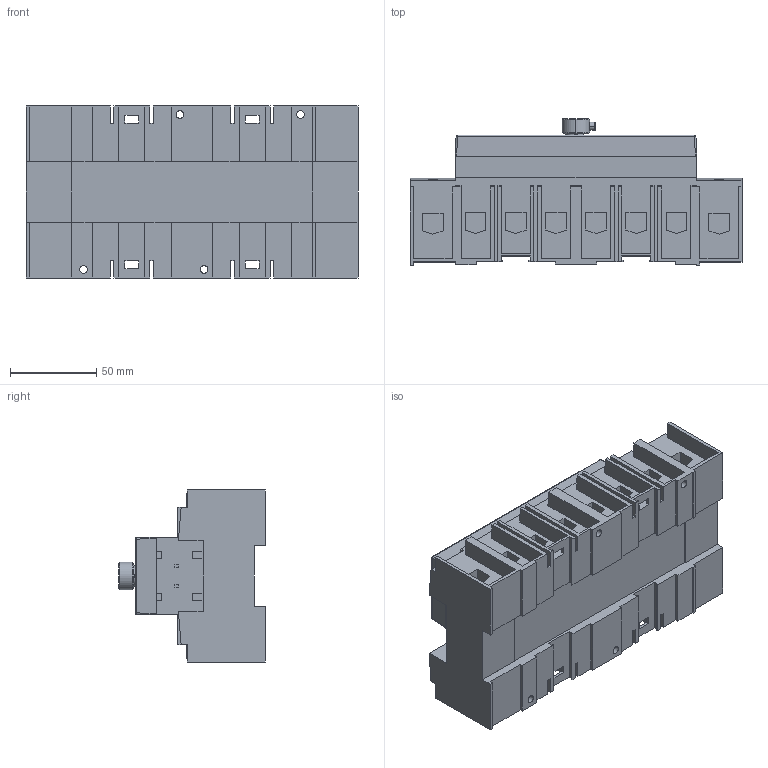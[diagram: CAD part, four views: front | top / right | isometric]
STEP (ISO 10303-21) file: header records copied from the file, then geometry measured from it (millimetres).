
FILE_DESCRIPTION((''),'2;1');
FILE_NAME('OT100-125F8_ASM','2024-06-03T07:17:29',('FIRARAN'),(''),'CREO PARAMETRIC BY PTC INC, 2022364','CREO PARAMETRIC BY PTC INC, 2022364','');
FILE_SCHEMA(('AUTOMOTIVE_DESIGN { 1 0 10303 214 1 1 1 1 }'));
Length unit declared in the file: millimetre
Products named in the file (2): OT100-125F8_1_ASM; OT100-125F8_ASM
Assembly tree (1 placements, depth 2):
  OT100-125F8_ASM
    OT100-125F8_1_ASM
Bounding box: 193 x 85.2 x 100 mm (x, y, z)
Surface area: 144660.1 mm2 (no closed solid volume)
Topology: 0 solids, 3 shells, 944 faces, 2914 edges, 2129 vertices
Faces by surface type: plane 586, cylinder 220, bspline 47, cone 39, extrusion 33, torus 15, sphere 4
Entity records: 48266 total; most frequent: CARTESIAN_POINT 13858, ORIENTED_EDGE 5301, DIRECTION 4657, PRESENTATION_STYLE_ASSIGNMENT 2921, STYLED_ITEM 2921, CURVE_STYLE 2918, EDGE_CURVE 2738, VECTOR 1988
